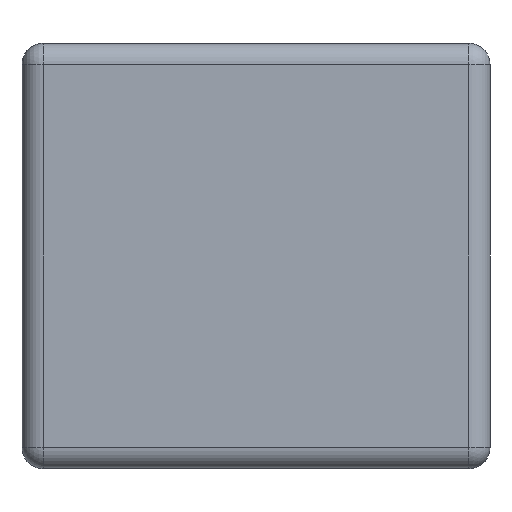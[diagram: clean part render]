
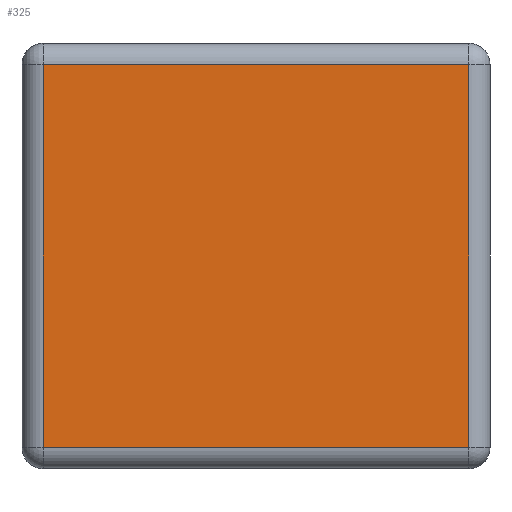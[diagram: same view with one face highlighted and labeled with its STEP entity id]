
A CAD part, left-side view. The second image highlights one B-rep face of the part: STEP entity #325.
In plain terms, the highlighted planar face has unit normal (-1, 0, 0).
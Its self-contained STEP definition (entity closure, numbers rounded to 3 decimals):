
#109 = ORIENTED_EDGE ( 'NONE', *, *, #319, .T. ) ;
#110 = DIRECTION ( 'NONE',  ( 0., 0., 1. ) ) ;
#137 = ORIENTED_EDGE ( 'NONE', *, *, #700, .T. ) ;
#144 = DIRECTION ( 'NONE',  ( 0., 1., 0. ) ) ;
#213 = CARTESIAN_POINT ( 'NONE',  ( -0.5, 0.025, -0.225 ) ) ;
#224 = VERTEX_POINT ( 'NONE', #1146 ) ;
#244 = CARTESIAN_POINT ( 'NONE',  ( -0.5, 0.525, -0.25 ) ) ;
#319 = EDGE_CURVE ( 'NONE', #785, #326, #931, .T. ) ;
#325 = ADVANCED_FACE ( 'NONE', ( #1432 ), #1480, .F. ) ;
#326 = VERTEX_POINT ( 'NONE', #379 ) ;
#379 = CARTESIAN_POINT ( 'NONE',  ( -0.5, 0.025, 0.225 ) ) ;
#404 = CARTESIAN_POINT ( 'NONE',  ( -0.5, 0.525, 0.225 ) ) ;
#410 = EDGE_CURVE ( 'NONE', #326, #1199, #743, .T. ) ;
#446 = EDGE_CURVE ( 'NONE', #1199, #224, #1285, .T. ) ;
#452 = EDGE_LOOP ( 'NONE', ( #1356, #137, #109, #572 ) ) ;
#476 = DIRECTION ( 'NONE',  ( 0., 0., -1. ) ) ;
#501 = VECTOR ( 'NONE', #476, 1000. ) ;
#526 = CARTESIAN_POINT ( 'NONE',  ( -0.5, 0.55, -0.25 ) ) ;
#572 = ORIENTED_EDGE ( 'NONE', *, *, #410, .T. ) ;
#599 = AXIS2_PLACEMENT_3D ( 'NONE', #526, #1097, #1445 ) ;
#619 = CARTESIAN_POINT ( 'NONE',  ( -0.5, 0.55, 0.225 ) ) ;
#700 = EDGE_CURVE ( 'NONE', #224, #785, #1049, .T. ) ;
#734 = VECTOR ( 'NONE', #1057, 1000. ) ;
#743 = LINE ( 'NONE', #619, #820 ) ;
#785 = VERTEX_POINT ( 'NONE', #213 ) ;
#820 = VECTOR ( 'NONE', #144, 1000. ) ;
#931 = LINE ( 'NONE', #1429, #1020 ) ;
#1020 = VECTOR ( 'NONE', #110, 1000. ) ;
#1049 = LINE ( 'NONE', #1408, #734 ) ;
#1057 = DIRECTION ( 'NONE',  ( 0., -1., 0. ) ) ;
#1097 = DIRECTION ( 'NONE',  ( 1., 0., 0. ) ) ;
#1146 = CARTESIAN_POINT ( 'NONE',  ( -0.5, 0.525, -0.225 ) ) ;
#1199 = VERTEX_POINT ( 'NONE', #404 ) ;
#1285 = LINE ( 'NONE', #244, #501 ) ;
#1356 = ORIENTED_EDGE ( 'NONE', *, *, #446, .T. ) ;
#1408 = CARTESIAN_POINT ( 'NONE',  ( -0.5, 0.55, -0.225 ) ) ;
#1429 = CARTESIAN_POINT ( 'NONE',  ( -0.5, 0.025, -0.25 ) ) ;
#1432 = FACE_OUTER_BOUND ( 'NONE', #452, .T. ) ;
#1445 = DIRECTION ( 'NONE',  ( 0., 0., -1. ) ) ;
#1480 = PLANE ( 'NONE',  #599 ) ;
